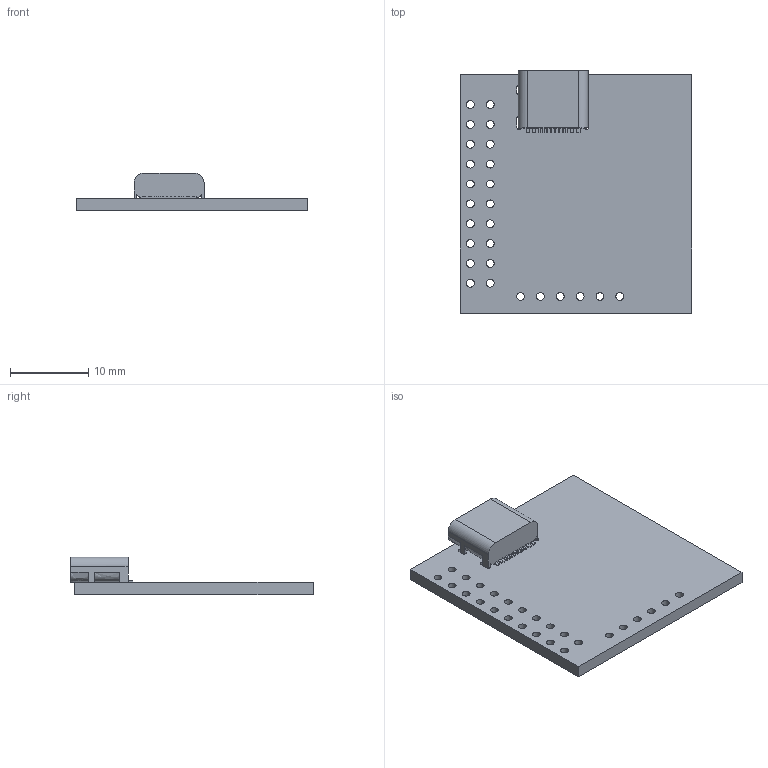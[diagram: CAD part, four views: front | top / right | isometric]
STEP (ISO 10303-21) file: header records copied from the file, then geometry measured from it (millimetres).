
FILE_DESCRIPTION(('KiCad electronic assembly'),'2;1');
FILE_NAME('JtagArm20Adapter.step','2022-06-18T11:29:46',('Pcbnew'),( 'Kicad'),'Open CASCADE STEP processor 7.6','KiCad to STEP converter' ,'Unknown');
FILE_SCHEMA(('AUTOMOTIVE_DESIGN { 1 0 10303 214 1 1 1 1 }'));
Length unit declared in the file: millimetre
Products named in the file (4): JtagArm20Adapter 1; HRO  TYPE-C-31-M-12; SOLID; JtagArm20Adapter PCB
Assembly tree (3 placements, depth 3):
  JtagArm20Adapter 1
    HRO  TYPE-C-31-M-12
      SOLID
    JtagArm20Adapter PCB
Bounding box: 29.57 x 30.97 x 4.86 mm (x, y, z)
Volume: 1501.5 mm3; surface area: 2548.7 mm2
Topology: 2 solids, 2 shells, 186 faces, 514 edges, 336 vertices
Faces by surface type: bspline 136, cylinder 36, plane 14
Full cylindrical faces by diameter (mm): 0.65 x2, 1 x26
Entity records: 12188 total; most frequent: CARTESIAN_POINT 4506, ORIENTED_EDGE 1028, PCURVE 1028, DEFINITIONAL_REPRESENTATION 1028, B_SPLINE_CURVE_WITH_KNOTS 984, DIRECTION 540, EDGE_CURVE 514, SURFACE_CURVE 482
